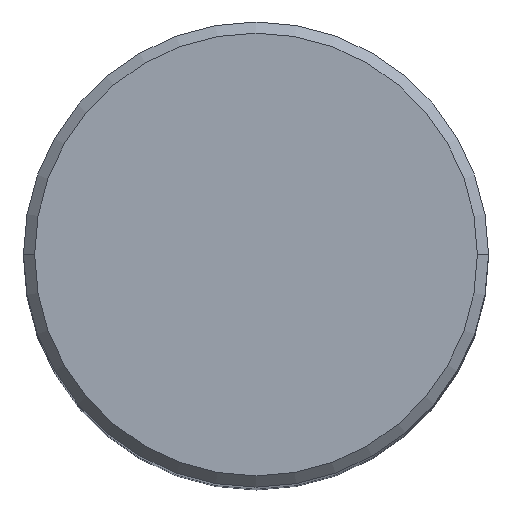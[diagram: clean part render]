
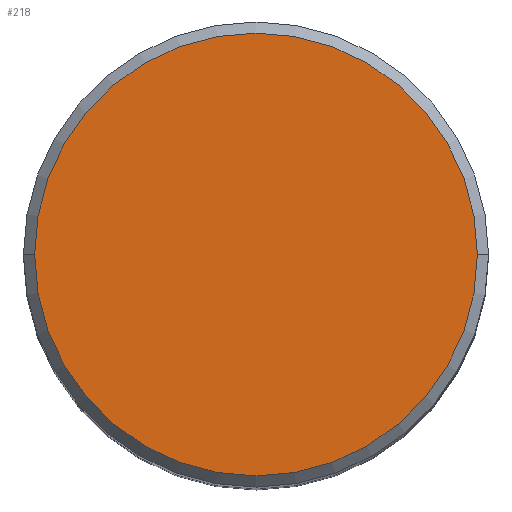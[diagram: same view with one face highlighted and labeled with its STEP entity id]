
A CAD part, top view. The second image highlights one B-rep face of the part: STEP entity #218.
In plain terms, the highlighted planar face has unit normal (0, 0, 1).
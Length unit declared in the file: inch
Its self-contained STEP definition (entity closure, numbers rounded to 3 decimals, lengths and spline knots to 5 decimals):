
#1 = CARTESIAN_POINT ( 'NONE',  ( 0., 0., 2.5 ) ) ;
#4 = ORIENTED_EDGE ( 'NONE', *, *, #312, .T. ) ;
#12 = CARTESIAN_POINT ( 'NONE',  ( -0.2975, 0., 2.5 ) ) ;
#24 = PLANE ( 'NONE',  #62 ) ;
#32 = EDGE_LOOP ( 'NONE', ( #4, #193 ) ) ;
#62 = AXIS2_PLACEMENT_3D ( 'NONE', #180, #128, #109 ) ;
#83 = DIRECTION ( 'NONE',  ( 0., 0., 1. ) ) ;
#85 = DIRECTION ( 'NONE',  ( 1., 0., 0. ) ) ;
#109 = DIRECTION ( 'NONE',  ( 1., 0., 0. ) ) ;
#110 = DIRECTION ( 'NONE',  ( 0., 0., 1. ) ) ;
#112 = CIRCLE ( 'NONE', #133, 0.2975 ) ;
#127 = CARTESIAN_POINT ( 'NONE',  ( 0., 0., 2.5 ) ) ;
#128 = DIRECTION ( 'NONE',  ( 0., 0., 1. ) ) ;
#133 = AXIS2_PLACEMENT_3D ( 'NONE', #1, #110, #290 ) ;
#153 = CARTESIAN_POINT ( 'NONE',  ( 0.2975, 0., 2.5 ) ) ;
#172 = EDGE_CURVE ( 'NONE', #217, #339, #212, .T. ) ;
#180 = CARTESIAN_POINT ( 'NONE',  ( 0., 0., 2.5 ) ) ;
#193 = ORIENTED_EDGE ( 'NONE', *, *, #172, .T. ) ;
#212 = CIRCLE ( 'NONE', #273, 0.2975 ) ;
#217 = VERTEX_POINT ( 'NONE', #153 ) ;
#218 = ADVANCED_FACE ( 'NONE', ( #287 ), #24, .T. ) ;
#273 = AXIS2_PLACEMENT_3D ( 'NONE', #127, #83, #85 ) ;
#287 = FACE_OUTER_BOUND ( 'NONE', #32, .T. ) ;
#290 = DIRECTION ( 'NONE',  ( 1., 0., 0. ) ) ;
#312 = EDGE_CURVE ( 'NONE', #339, #217, #112, .T. ) ;
#339 = VERTEX_POINT ( 'NONE', #12 ) ;
